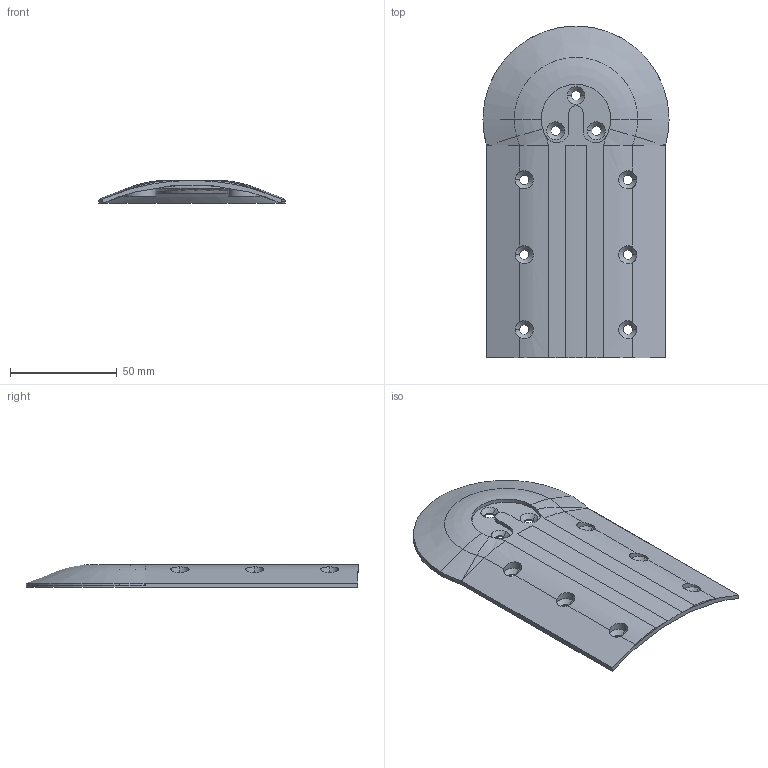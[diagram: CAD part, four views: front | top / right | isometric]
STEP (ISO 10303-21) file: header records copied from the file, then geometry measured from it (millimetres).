
FILE_DESCRIPTION (( 'STEP AP214' ), '1' );
FILE_NAME ('pièce latérale modifiée Vg corrigée.STEP', '2022-11-28T15:40:05', ( '' ), ( '' ), 'SwSTEP 2.0', 'SolidWorks 2017', '' );
FILE_SCHEMA (( 'AUTOMOTIVE_DESIGN' ));
Length unit declared in the file: millimetre
Products named in the file (1): pièce latérale modifiée Vg corrigée
Bounding box: 87 x 155.21 x 10.68 mm (x, y, z)
Volume: 29826.7 mm3; surface area: 27985.3 mm2
Topology: 1 solids, 1 shells, 154 faces, 413 edges, 254 vertices
Faces by surface type: cylinder 74, plane 32, bspline 21, cone 21, torus 6
Entity records: 6470 total; most frequent: CARTESIAN_POINT 2794, ORIENTED_EDGE 822, DIRECTION 701, EDGE_CURVE 411, AXIS2_PLACEMENT_3D 273, VERTEX_POINT 254, EDGE_LOOP 167, LINE 155
